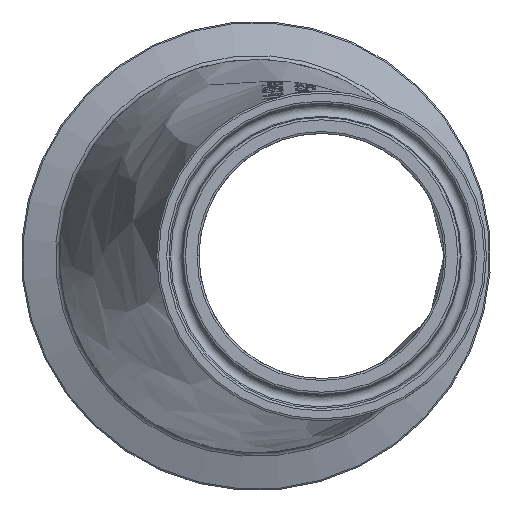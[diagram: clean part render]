
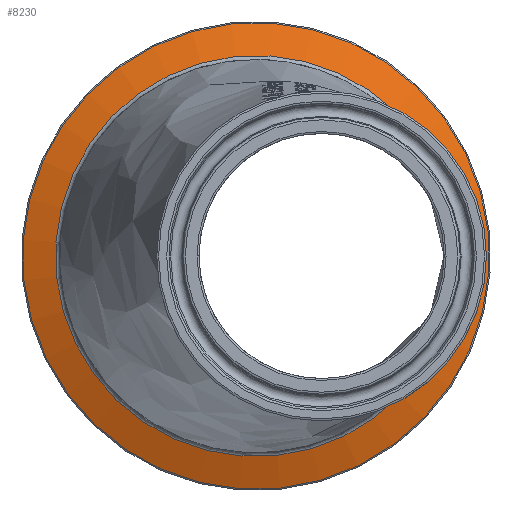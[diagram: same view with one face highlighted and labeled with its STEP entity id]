
A CAD part, left-side view. The second image highlights one B-rep face of the part: STEP entity #8230.
In plain terms, the highlighted conical face has half-angle 70 degrees and reference radius 41.777 mm.
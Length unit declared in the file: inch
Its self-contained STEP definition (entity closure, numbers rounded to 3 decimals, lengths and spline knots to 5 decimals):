
#13=CONICAL_SURFACE('',#8565,1.64475,70.);
#514=FACE_BOUND('',#2364,.T.);
#1859=FACE_OUTER_BOUND('',#2363,.T.);
#2363=EDGE_LOOP('',(#7622));
#2364=EDGE_LOOP('',(#7623));
#2515=CIRCLE('',#8564,1.77963);
#2516=CIRCLE('',#8566,1.52961);
#3973=VERTEX_POINT('',#18640);
#3974=VERTEX_POINT('',#18643);
#5203=EDGE_CURVE('',#3973,#3973,#2515,.T.);
#5204=EDGE_CURVE('',#3974,#3974,#2516,.T.);
#7622=ORIENTED_EDGE('',*,*,#5204,.F.);
#7623=ORIENTED_EDGE('',*,*,#5203,.F.);
#8230=ADVANCED_FACE('',(#1859,#514),#13,.T.);
#8564=AXIS2_PLACEMENT_3D('',#18641,#9625,#9626);
#8565=AXIS2_PLACEMENT_3D('',#18642,#9627,#9628);
#8566=AXIS2_PLACEMENT_3D('',#18644,#9629,#9630);
#9625=DIRECTION('center_axis',(1.,0.,0.));
#9626=DIRECTION('ref_axis',(0.,0.829,0.559));
#9627=DIRECTION('center_axis',(1.,0.,0.));
#9628=DIRECTION('ref_axis',(0.,-0.829,-0.559));
#9629=DIRECTION('center_axis',(-1.,0.,0.));
#9630=DIRECTION('ref_axis',(0.,0.829,0.559));
#18640=CARTESIAN_POINT('',(4.38441,-0.97511,-0.99556));
#18641=CARTESIAN_POINT('Origin',(4.38441,0.5,0.));
#18642=CARTESIAN_POINT('Origin',(4.33532,0.5,0.));
#18643=CARTESIAN_POINT('',(4.29341,-0.76787,-0.85569));
#18644=CARTESIAN_POINT('Origin',(4.29341,0.5,0.));
